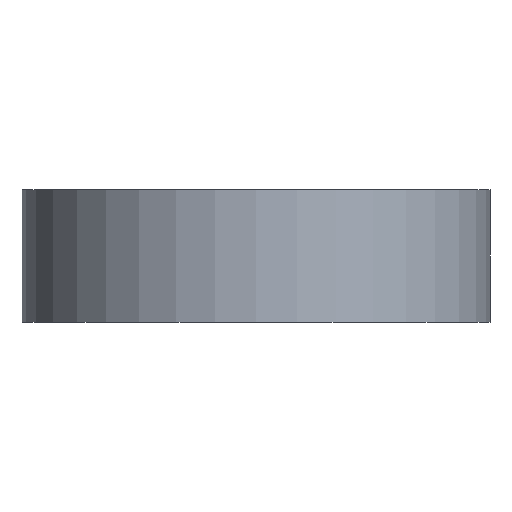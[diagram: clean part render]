
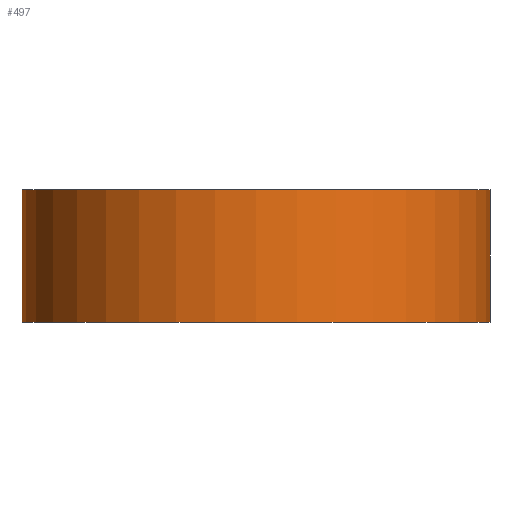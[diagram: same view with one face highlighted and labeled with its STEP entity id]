
A CAD part, front view. The second image highlights one B-rep face of the part: STEP entity #497.
In plain terms, the highlighted cylindrical face has radius 23 mm (diameter 46 mm), a full revolution.
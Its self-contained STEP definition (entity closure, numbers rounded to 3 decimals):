
#63=FACE_OUTER_BOUND('',#93,.T.);
#93=EDGE_LOOP('',(#448,#449,#450,#451));
#127=CIRCLE('',#561,23.);
#131=CIRCLE('',#569,23.);
#173=LINE('',#2143,#190);
#190=VECTOR('',#701,23.);
#231=VERTEX_POINT('',#2128);
#235=VERTEX_POINT('',#2142);
#302=EDGE_CURVE('',#231,#231,#127,.T.);
#308=EDGE_CURVE('',#231,#235,#173,.T.);
#309=EDGE_CURVE('',#235,#235,#131,.T.);
#448=ORIENTED_EDGE('',*,*,#302,.F.);
#449=ORIENTED_EDGE('',*,*,#308,.T.);
#450=ORIENTED_EDGE('',*,*,#309,.T.);
#451=ORIENTED_EDGE('',*,*,#308,.F.);
#470=CYLINDRICAL_SURFACE('',#568,23.);
#497=ADVANCED_FACE('',(#63),#470,.T.);
#561=AXIS2_PLACEMENT_3D('',#2129,#683,#684);
#568=AXIS2_PLACEMENT_3D('',#2141,#699,#700);
#569=AXIS2_PLACEMENT_3D('',#2144,#702,#703);
#683=DIRECTION('center_axis',(0.,0.,1.));
#684=DIRECTION('ref_axis',(1.,0.,0.));
#699=DIRECTION('center_axis',(0.,0.,1.));
#700=DIRECTION('ref_axis',(1.,0.,0.));
#701=DIRECTION('',(0.,0.,-1.));
#702=DIRECTION('center_axis',(0.,0.,1.));
#703=DIRECTION('ref_axis',(1.,0.,0.));
#2128=CARTESIAN_POINT('',(-23.,0.,13.));
#2129=CARTESIAN_POINT('Origin',(0.,0.,13.));
#2141=CARTESIAN_POINT('Origin',(0.,0.,0.));
#2142=CARTESIAN_POINT('',(-23.,0.,0.));
#2143=CARTESIAN_POINT('',(-23.,0.,0.));
#2144=CARTESIAN_POINT('Origin',(0.,0.,0.));
